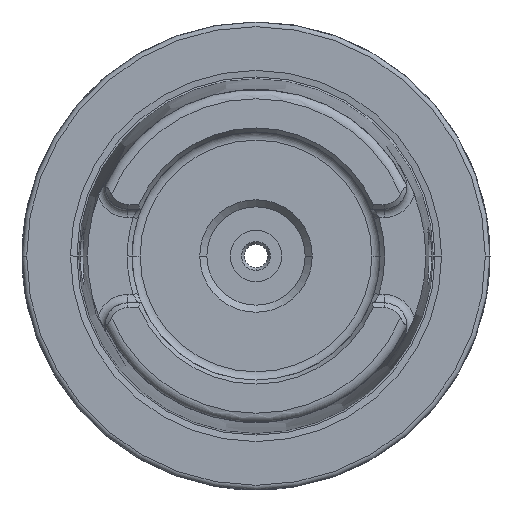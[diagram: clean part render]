
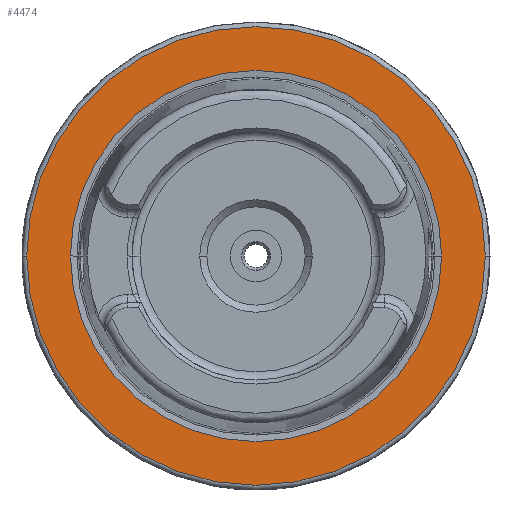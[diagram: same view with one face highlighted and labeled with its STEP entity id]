
A CAD part, left-side view. The second image highlights one B-rep face of the part: STEP entity #4474.
In plain terms, the highlighted planar face has unit normal (-1, 0, 0).
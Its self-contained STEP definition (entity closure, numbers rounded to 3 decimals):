
#460 = CIRCLE ( 'NONE', #11314, 49. ) ;
#571 = VERTEX_POINT ( 'NONE', #9622 ) ;
#600 = ORIENTED_EDGE ( 'NONE', *, *, #9272, .T. ) ;
#676 = CARTESIAN_POINT ( 'NONE',  ( 0.05, 0., 49. ) ) ;
#733 = CARTESIAN_POINT ( 'NONE',  ( 0.05, 39.647, 0. ) ) ;
#1210 = CIRCLE ( 'NONE', #2126, 49. ) ;
#1301 = DIRECTION ( 'NONE',  ( 0., 0., -1. ) ) ;
#1403 = EDGE_CURVE ( 'NONE', #11346, #9915, #1210, .T. ) ;
#1540 = DIRECTION ( 'NONE',  ( 0., 0., 1. ) ) ;
#1566 = DIRECTION ( 'NONE',  ( 0., 0., -1. ) ) ;
#1734 = CARTESIAN_POINT ( 'NONE',  ( 0.05, 0., 0. ) ) ;
#2126 = AXIS2_PLACEMENT_3D ( 'NONE', #9454, #6840, #1566 ) ;
#2397 = EDGE_LOOP ( 'NONE', ( #600, #8649 ) ) ;
#2968 = DIRECTION ( 'NONE',  ( 1., 0., 0. ) ) ;
#3001 = FACE_OUTER_BOUND ( 'NONE', #10850, .T. ) ;
#3238 = EDGE_CURVE ( 'NONE', #9915, #11346, #460, .T. ) ;
#3384 = CARTESIAN_POINT ( 'NONE',  ( 0.05, 0., -49. ) ) ;
#3385 = DIRECTION ( 'NONE',  ( -1., 0., 0. ) ) ;
#3578 = DIRECTION ( 'NONE',  ( 0., 0., -1. ) ) ;
#4264 = ORIENTED_EDGE ( 'NONE', *, *, #1403, .F. ) ;
#4474 = ADVANCED_FACE ( 'NONE', ( #10088, #3001 ), #10356, .T. ) ;
#5039 = DIRECTION ( 'NONE',  ( 0., 0., -1. ) ) ;
#5257 = AXIS2_PLACEMENT_3D ( 'NONE', #1734, #10438, #5039 ) ;
#5338 = CARTESIAN_POINT ( 'NONE',  ( 0.05, 0., 0. ) ) ;
#6579 = ORIENTED_EDGE ( 'NONE', *, *, #3238, .F. ) ;
#6789 = AXIS2_PLACEMENT_3D ( 'NONE', #5338, #7067, #3578 ) ;
#6801 = CIRCLE ( 'NONE', #6789, 39.647 ) ;
#6840 = DIRECTION ( 'NONE',  ( 1., 0., 0. ) ) ;
#6971 = CARTESIAN_POINT ( 'NONE',  ( 0.05, 0., -39.647 ) ) ;
#7067 = DIRECTION ( 'NONE',  ( 1., 0., 0. ) ) ;
#8649 = ORIENTED_EDGE ( 'NONE', *, *, #10542, .T. ) ;
#9272 = EDGE_CURVE ( 'NONE', #571, #9669, #6801, .T. ) ;
#9454 = CARTESIAN_POINT ( 'NONE',  ( 0.05, 0., 0. ) ) ;
#9622 = CARTESIAN_POINT ( 'NONE',  ( 0.05, 0., 39.647 ) ) ;
#9669 = VERTEX_POINT ( 'NONE', #6971 ) ;
#9744 = AXIS2_PLACEMENT_3D ( 'NONE', #733, #3385, #1540 ) ;
#9915 = VERTEX_POINT ( 'NONE', #3384 ) ;
#10088 = FACE_BOUND ( 'NONE', #2397, .T. ) ;
#10356 = PLANE ( 'NONE',  #9744 ) ;
#10438 = DIRECTION ( 'NONE',  ( 1., 0., 0. ) ) ;
#10542 = EDGE_CURVE ( 'NONE', #9669, #571, #11296, .T. ) ;
#10850 = EDGE_LOOP ( 'NONE', ( #6579, #4264 ) ) ;
#10859 = CARTESIAN_POINT ( 'NONE',  ( 0.05, 0., 0. ) ) ;
#11296 = CIRCLE ( 'NONE', #5257, 39.647 ) ;
#11314 = AXIS2_PLACEMENT_3D ( 'NONE', #10859, #2968, #1301 ) ;
#11346 = VERTEX_POINT ( 'NONE', #676 ) ;
